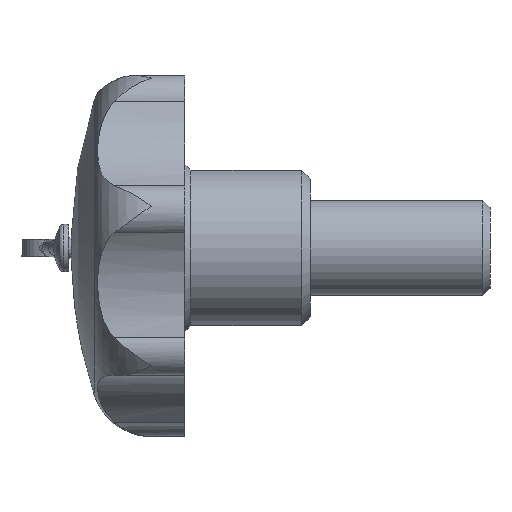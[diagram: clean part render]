
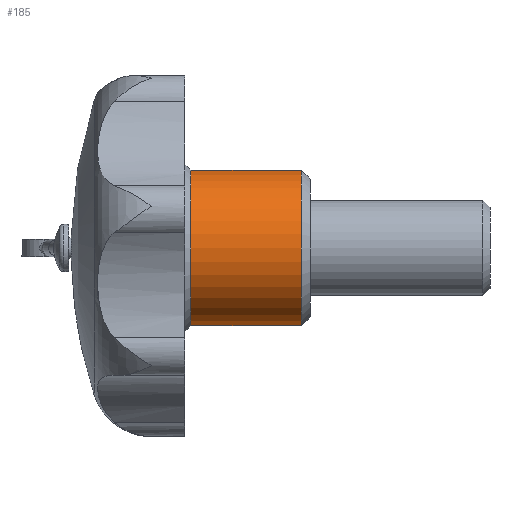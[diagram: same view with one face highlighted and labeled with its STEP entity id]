
A CAD part, left-side view. The second image highlights one B-rep face of the part: STEP entity #185.
In plain terms, the highlighted cylindrical face has radius 13 mm (diameter 26 mm), a full revolution.
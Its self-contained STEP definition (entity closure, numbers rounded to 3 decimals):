
#185 = ADVANCED_FACE( '', ( #385, #386 ), #387, .T. );
#385 = FACE_OUTER_BOUND( '', #583, .T. );
#386 = FACE_OUTER_BOUND( '', #584, .T. );
#387 = CYLINDRICAL_SURFACE( '', #585, 13. );
#583 = EDGE_LOOP( '', ( #1032 ) );
#584 = EDGE_LOOP( '', ( #1033 ) );
#585 = AXIS2_PLACEMENT_3D( '', #1034, #1035, #1036 );
#1032 = ORIENTED_EDGE( '', *, *, #1111, .F. );
#1033 = ORIENTED_EDGE( '', *, *, #1133, .T. );
#1034 = CARTESIAN_POINT( '', ( 0., 0., 0. ) );
#1035 = DIRECTION( '', ( 0., 1., 0. ) );
#1036 = DIRECTION( '', ( 0., 0., -1. ) );
#1111 = EDGE_CURVE( '', #1313, #1313, #1314, .T. );
#1133 = EDGE_CURVE( '', #1350, #1350, #1351, .T. );
#1313 = VERTEX_POINT( '', #1634 );
#1314 = CIRCLE( '', #1635, 13. );
#1350 = VERTEX_POINT( '', #1720 );
#1351 = CIRCLE( '', #1721, 13. );
#1634 = CARTESIAN_POINT( '', ( 0., 1.5, -13. ) );
#1635 = AXIS2_PLACEMENT_3D( '', #2418, #2419, #2420 );
#1720 = CARTESIAN_POINT( '', ( 0., 20., -13. ) );
#1721 = AXIS2_PLACEMENT_3D( '', #2444, #2445, #2446 );
#2418 = CARTESIAN_POINT( '', ( 0., 1.5, 0. ) );
#2419 = DIRECTION( '', ( 0., -1., 0. ) );
#2420 = DIRECTION( '', ( 0., 0., -1. ) );
#2444 = CARTESIAN_POINT( '', ( 0., 20., 0. ) );
#2445 = DIRECTION( '', ( 0., -1., 0. ) );
#2446 = DIRECTION( '', ( 0., 0., -1. ) );
